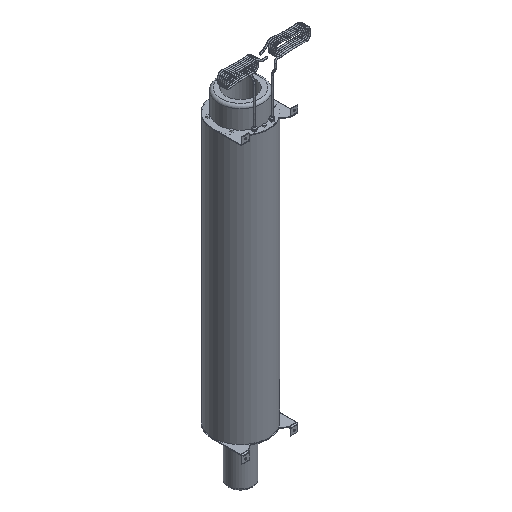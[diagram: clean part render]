
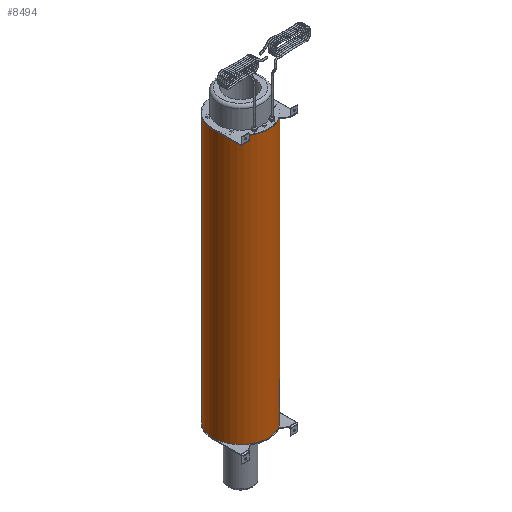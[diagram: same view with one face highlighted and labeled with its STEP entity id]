
A CAD part, isometric view. The second image highlights one B-rep face of the part: STEP entity #8494.
In plain terms, the highlighted cylindrical face has radius 155 mm (diameter 310 mm), a full revolution.
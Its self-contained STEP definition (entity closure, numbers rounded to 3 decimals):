
#218=B_SPLINE_CURVE_WITH_KNOTS($,3,(#13299,#13300,#13301,#13302,#13303,
#13304,#13305,#13306,#13307,#13308),.UNSPECIFIED.,.F.,.F.,(4,2,2,2,4),(1.132,
1.416,1.7,1.983,2.267),
 .UNSPECIFIED.);
#219=B_SPLINE_CURVE_WITH_KNOTS($,3,(#13317,#13318,#13319,#13320,#13321,
#13322,#13323,#13324,#13325,#13326),.UNSPECIFIED.,.F.,.F.,(4,2,2,2,4),(2.267,
2.549,2.832,3.116,3.401),
 .UNSPECIFIED.);
#220=B_SPLINE_CURVE_WITH_KNOTS($,3,(#13337,#13338,#13339,#13340,#13341,
#13342,#13343,#13344,#13345,#13346),.UNSPECIFIED.,.F.,.F.,(4,2,2,2,4),(0.,
0.285,0.569,0.859,1.148),
 .UNSPECIFIED.);
#221=B_SPLINE_CURVE_WITH_KNOTS($,3,(#13353,#13354,#13355,#13356,#13357,
#13358,#13359,#13360,#13361,#13362),.UNSPECIFIED.,.F.,.F.,(4,2,2,2,4),(-1.148,
-0.856,-0.565,-0.282,0.),
 .UNSPECIFIED.);
#628=CYLINDRICAL_SURFACE($,#9059,155.);
#683=FACE_BOUND($,#1491,.T.);
#684=FACE_BOUND($,#1492,.T.);
#973=FACE_OUTER_BOUND($,#1490,.T.);
#1490=EDGE_LOOP($,(#6620));
#1491=EDGE_LOOP($,(#6621));
#1492=EDGE_LOOP($,(#6622,#6623,#6624,#6625,#6626,#6627,#6628,#6629));
#1838=CIRCLE($,#8872,155.);
#1839=CIRCLE($,#8874,155.);
#1886=CIRCLE($,#9060,155.);
#1887=CIRCLE($,#9061,155.);
#2147=LINE($,#13313,#2832);
#2152=LINE($,#13350,#2837);
#2832=VECTOR($,#9699,105.);
#2837=VECTOR($,#9718,105.);
#3565=VERTEX_POINT($,#13296);
#3566=VERTEX_POINT($,#13298);
#3567=VERTEX_POINT($,#13311);
#3568=VERTEX_POINT($,#13315);
#3569=VERTEX_POINT($,#13328);
#3570=VERTEX_POINT($,#13332);
#3571=VERTEX_POINT($,#13336);
#3572=VERTEX_POINT($,#13349);
#3795=VERTEX_POINT($,#15055);
#3796=VERTEX_POINT($,#15057);
#4470=EDGE_CURVE($,#3566,#3565,#218,.T.);
#4473=EDGE_CURVE($,#3565,#3567,#2147,.T.);
#4475=EDGE_CURVE($,#3567,#3568,#219,.T.);
#4477=EDGE_CURVE($,#3568,#3569,#1838,.T.);
#4478=EDGE_CURVE($,#3570,#3566,#1839,.T.);
#4480=EDGE_CURVE($,#3571,#3570,#220,.T.);
#4482=EDGE_CURVE($,#3572,#3571,#2152,.T.);
#4484=EDGE_CURVE($,#3569,#3572,#221,.T.);
#4818=EDGE_CURVE($,#3795,#3795,#1886,.T.);
#4819=EDGE_CURVE($,#3796,#3796,#1887,.T.);
#6620=ORIENTED_EDGE($,*,*,#4818,.F.);
#6621=ORIENTED_EDGE($,*,*,#4819,.F.);
#6622=ORIENTED_EDGE($,*,*,#4470,.T.);
#6623=ORIENTED_EDGE($,*,*,#4473,.T.);
#6624=ORIENTED_EDGE($,*,*,#4475,.T.);
#6625=ORIENTED_EDGE($,*,*,#4477,.T.);
#6626=ORIENTED_EDGE($,*,*,#4484,.T.);
#6627=ORIENTED_EDGE($,*,*,#4482,.T.);
#6628=ORIENTED_EDGE($,*,*,#4480,.T.);
#6629=ORIENTED_EDGE($,*,*,#4478,.T.);
#8494=ADVANCED_FACE($,(#973,#683,#684),#628,.T.);
#8872=AXIS2_PLACEMENT_3D($,#13330,#9706,#9707);
#8874=AXIS2_PLACEMENT_3D($,#13333,#9710,#9711);
#9059=AXIS2_PLACEMENT_3D($,#15054,#10269,#10270);
#9060=AXIS2_PLACEMENT_3D($,#15056,#10271,#10272);
#9061=AXIS2_PLACEMENT_3D($,#15058,#10273,#10274);
#9699=DIRECTION($,(0.,0.,1.));
#9706=DIRECTION('center_axis',(0.,0.,
1.));
#9707=DIRECTION('ref_axis',(1.,0.,0.));
#9710=DIRECTION('center_axis',(0.,0.,
-1.));
#9711=DIRECTION('ref_axis',(1.,0.,0.));
#9718=DIRECTION($,(0.,0.,-1.));
#10269=DIRECTION('center_axis',(0.,0.,-1.));
#10270=DIRECTION('ref_axis',(1.,0.,0.));
#10271=DIRECTION('center_axis',(0.,0.,1.));
#10272=DIRECTION('ref_axis',(1.,0.,0.));
#10273=DIRECTION('center_axis',(0.,0.,-1.));
#10274=DIRECTION('ref_axis',(1.,0.,0.));
#13296=CARTESIAN_POINT('',(23.429,153.219,-864.235));
#13298=CARTESIAN_POINT('',(15.929,154.179,-871.735));
#13299=CARTESIAN_POINT('Ctrl Pts',(15.929,154.179,-871.735));
#13300=CARTESIAN_POINT('Ctrl Pts',(16.871,154.082,-871.735));
#13301=CARTESIAN_POINT('Ctrl Pts',(17.875,153.969,-871.546));
#13302=CARTESIAN_POINT('Ctrl Pts',(19.722,153.743,-870.781));
#13303=CARTESIAN_POINT('Ctrl Pts',(20.566,153.631,-870.204));
#13304=CARTESIAN_POINT('Ctrl Pts',(21.896,153.447,-868.874));
#13305=CARTESIAN_POINT('Ctrl Pts',(22.473,153.363,-868.032));
#13306=CARTESIAN_POINT('Ctrl Pts',(23.24,153.248,-866.184));
#13307=CARTESIAN_POINT('Ctrl Pts',(23.429,153.219,-865.178));
#13308=CARTESIAN_POINT('Ctrl Pts',(23.429,153.219,-864.235));
#13311=CARTESIAN_POINT('',(23.429,153.219,-759.235));
#13313=CARTESIAN_POINT($,(23.429,153.219,0.));
#13315=CARTESIAN_POINT('',(15.929,154.179,-751.735));
#13317=CARTESIAN_POINT('Ctrl Pts',(23.429,153.219,-759.235));
#13318=CARTESIAN_POINT('Ctrl Pts',(23.429,153.219,-758.293));
#13319=CARTESIAN_POINT('Ctrl Pts',(23.241,153.248,-757.289));
#13320=CARTESIAN_POINT('Ctrl Pts',(22.477,153.362,-755.444));
#13321=CARTESIAN_POINT('Ctrl Pts',(21.902,153.446,-754.603));
#13322=CARTESIAN_POINT('Ctrl Pts',(20.573,153.63,-753.271));
#13323=CARTESIAN_POINT('Ctrl Pts',(19.729,153.742,-752.692));
#13324=CARTESIAN_POINT('Ctrl Pts',(17.879,153.968,-751.924));
#13325=CARTESIAN_POINT('Ctrl Pts',(16.873,154.082,-751.735));
#13326=CARTESIAN_POINT('Ctrl Pts',(15.929,154.179,-751.735));
#13328=CARTESIAN_POINT('',(-35.071,150.98,-751.735));
#13330=CARTESIAN_POINT('Origin',(0.,0.,-751.735));
#13332=CARTESIAN_POINT('',(-35.071,150.98,-871.735));
#13333=CARTESIAN_POINT('Origin',(0.,0.,-871.735));
#13336=CARTESIAN_POINT('',(-42.571,149.039,-864.235));
#13337=CARTESIAN_POINT('Ctrl Pts',(-42.571,149.039,-864.235));
#13338=CARTESIAN_POINT('Ctrl Pts',(-42.571,149.039,-865.184));
#13339=CARTESIAN_POINT('Ctrl Pts',(-42.38,149.094,-866.193));
#13340=CARTESIAN_POINT('Ctrl Pts',(-41.611,149.311,-868.04));
#13341=CARTESIAN_POINT('Ctrl Pts',(-41.034,149.471,-868.879));
#13342=CARTESIAN_POINT('Ctrl Pts',(-39.704,149.83,-870.208));
#13343=CARTESIAN_POINT('Ctrl Pts',(-38.859,150.053,-870.784));
#13344=CARTESIAN_POINT('Ctrl Pts',(-37.013,150.519,-871.548));
#13345=CARTESIAN_POINT('Ctrl Pts',(-36.011,150.762,-871.735));
#13346=CARTESIAN_POINT('Ctrl Pts',(-35.071,150.98,-871.735));
#13349=CARTESIAN_POINT('',(-42.571,149.039,-759.235));
#13350=CARTESIAN_POINT($,(-42.571,149.039,0.));
#13353=CARTESIAN_POINT('Ctrl Pts',(-35.071,150.98,-751.735));
#13354=CARTESIAN_POINT('Ctrl Pts',(-36.019,150.76,-751.735));
#13355=CARTESIAN_POINT('Ctrl Pts',(-37.028,150.515,-751.925));
#13356=CARTESIAN_POINT('Ctrl Pts',(-38.887,150.046,-752.7));
#13357=CARTESIAN_POINT('Ctrl Pts',(-39.736,149.822,-753.285));
#13358=CARTESIAN_POINT('Ctrl Pts',(-41.057,149.465,-754.623));
#13359=CARTESIAN_POINT('Ctrl Pts',(-41.626,149.306,-755.457));
#13360=CARTESIAN_POINT('Ctrl Pts',(-42.383,149.093,-757.293));
#13361=CARTESIAN_POINT('Ctrl Pts',(-42.571,149.039,-758.294));
#13362=CARTESIAN_POINT('Ctrl Pts',(-42.571,149.039,-759.235));
#15054=CARTESIAN_POINT('Origin',(0.,0.,0.));
#15055=CARTESIAN_POINT('',(-155.,0.,0.));
#15056=CARTESIAN_POINT('Origin',(0.,0.,0.));
#15057=CARTESIAN_POINT('',(-155.,0.,-1500.));
#15058=CARTESIAN_POINT('Origin',(0.,0.,-1500.));
